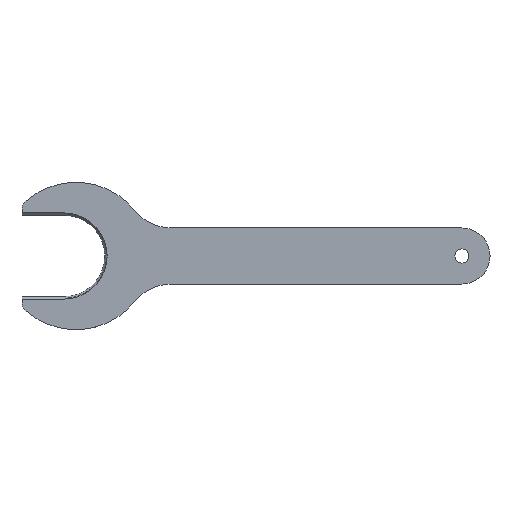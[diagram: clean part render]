
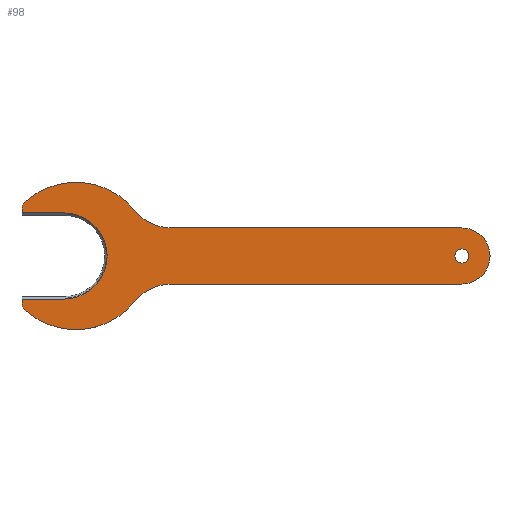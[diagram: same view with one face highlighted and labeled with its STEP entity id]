
A CAD part, top view. The second image highlights one B-rep face of the part: STEP entity #98.
In plain terms, the highlighted planar face has unit normal (0, 0, 1).
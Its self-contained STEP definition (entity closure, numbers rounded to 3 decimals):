
#98 = ADVANCED_FACE( '', ( #193, #194 ), #195, .T. );
#193 = FACE_BOUND( '', #281, .T. );
#194 = FACE_OUTER_BOUND( '', #282, .T. );
#195 = PLANE( '', #283 );
#281 = EDGE_LOOP( '', ( #496 ) );
#282 = EDGE_LOOP( '', ( #497, #498, #499, #500, #501, #502, #503, #504, #505, #506, #507, #508, #509, #510 ) );
#283 = AXIS2_PLACEMENT_3D( '', #511, #512, #513 );
#496 = ORIENTED_EDGE( '', *, *, #595, .F. );
#497 = ORIENTED_EDGE( '', *, *, #609, .F. );
#498 = ORIENTED_EDGE( '', *, *, #611, .T. );
#499 = ORIENTED_EDGE( '', *, *, #543, .T. );
#500 = ORIENTED_EDGE( '', *, *, #547, .T. );
#501 = ORIENTED_EDGE( '', *, *, #591, .F. );
#502 = ORIENTED_EDGE( '', *, *, #598, .T. );
#503 = ORIENTED_EDGE( '', *, *, #606, .F. );
#504 = ORIENTED_EDGE( '', *, *, #603, .F. );
#505 = ORIENTED_EDGE( '', *, *, #582, .F. );
#506 = ORIENTED_EDGE( '', *, *, #588, .F. );
#507 = ORIENTED_EDGE( '', *, *, #555, .F. );
#508 = ORIENTED_EDGE( '', *, *, #579, .F. );
#509 = ORIENTED_EDGE( '', *, *, #601, .F. );
#510 = ORIENTED_EDGE( '', *, *, #537, .T. );
#511 = CARTESIAN_POINT( '', ( 45.832, 32., 2. ) );
#512 = DIRECTION( '', ( 0., 0., 1. ) );
#513 = DIRECTION( '', ( 1., 0., 0. ) );
#537 = EDGE_CURVE( '', #637, #638, #639, .T. );
#543 = EDGE_CURVE( '', #648, #646, #649, .F. );
#547 = EDGE_CURVE( '', #646, #652, #655, .T. );
#555 = EDGE_CURVE( '', #665, #667, #668, .T. );
#579 = EDGE_CURVE( '', #703, #665, #705, .T. );
#582 = EDGE_CURVE( '', #707, #709, #710, .T. );
#588 = EDGE_CURVE( '', #667, #707, #716, .T. );
#591 = EDGE_CURVE( '', #718, #652, #720, .T. );
#595 = EDGE_CURVE( '', #724, #724, #725, .T. );
#598 = EDGE_CURVE( '', #718, #728, #729, .T. );
#601 = EDGE_CURVE( '', #637, #703, #732, .T. );
#603 = EDGE_CURVE( '', #709, #734, #735, .T. );
#606 = EDGE_CURVE( '', #734, #728, #738, .T. );
#609 = EDGE_CURVE( '', #740, #638, #742, .T. );
#611 = EDGE_CURVE( '', #740, #648, #744, .T. );
#637 = VERTEX_POINT( '', #779 );
#638 = VERTEX_POINT( '', #780 );
#639 = CIRCLE( '', #781, 5. );
#646 = VERTEX_POINT( '', #790 );
#648 = VERTEX_POINT( '', #793 );
#649 = CIRCLE( '', #794, 18.4 );
#652 = VERTEX_POINT( '', #798 );
#655 = LINE( '', #802, #803 );
#665 = VERTEX_POINT( '', #816 );
#667 = VERTEX_POINT( '', #819 );
#668 = LINE( '', #820, #821 );
#703 = VERTEX_POINT( '', #866 );
#705 = CIRCLE( '', #869, 20. );
#707 = VERTEX_POINT( '', #871 );
#709 = VERTEX_POINT( '', #874 );
#710 = LINE( '', #875, #876 );
#716 = CIRCLE( '', #885, 12. );
#718 = VERTEX_POINT( '', #887 );
#720 = LINE( '', #890, #891 );
#724 = VERTEX_POINT( '', #896 );
#725 = CIRCLE( '', #897, 3. );
#728 = VERTEX_POINT( '', #900 );
#729 = CIRCLE( '', #901, 5. );
#732 = CIRCLE( '', #905, 32.5 );
#734 = VERTEX_POINT( '', #907 );
#735 = CIRCLE( '', #908, 20. );
#738 = CIRCLE( '', #912, 32.5 );
#740 = VERTEX_POINT( '', #914 );
#742 = LINE( '', #917, #918 );
#744 = LINE( '', #920, #921 );
#779 = CARTESIAN_POINT( '', ( -16.273, 23.571, 2. ) );
#780 = CARTESIAN_POINT( '', ( -18., 19.791, 2. ) );
#781 = AXIS2_PLACEMENT_3D( '', #938, #939, #940 );
#790 = CARTESIAN_POINT( '', ( 0., -18.4, 2. ) );
#793 = CARTESIAN_POINT( '', ( 0., 18.4, 2. ) );
#794 = AXIS2_PLACEMENT_3D( '', #947, #948, #949 );
#798 = CARTESIAN_POINT( '', ( -18., -18.4, 2. ) );
#802 = CARTESIAN_POINT( '', ( 45.832, -18.4, 2. ) );
#803 = VECTOR( '', #952, 1000. );
#816 = CARTESIAN_POINT( '', ( 45.832, 12., 2. ) );
#819 = CARTESIAN_POINT( '', ( 170., 12., 2. ) );
#820 = CARTESIAN_POINT( '', ( 45.832, 12., 2. ) );
#821 = VECTOR( '', #960, 1000. );
#866 = CARTESIAN_POINT( '', ( 30.277, 19.429, 2. ) );
#869 = AXIS2_PLACEMENT_3D( '', #996, #997, #998 );
#871 = CARTESIAN_POINT( '', ( 170., -12., 2. ) );
#874 = CARTESIAN_POINT( '', ( 45.832, -12., 2. ) );
#875 = CARTESIAN_POINT( '', ( 170., -12., 2. ) );
#876 = VECTOR( '', #1000, 1000. );
#885 = AXIS2_PLACEMENT_3D( '', #1004, #1005, #1006 );
#887 = CARTESIAN_POINT( '', ( -18., -19.791, 2. ) );
#890 = CARTESIAN_POINT( '', ( -18., -17.1, 2. ) );
#891 = VECTOR( '', #1008, 1000. );
#896 = CARTESIAN_POINT( '', ( 173., 0., 2. ) );
#897 = AXIS2_PLACEMENT_3D( '', #1010, #1011, #1012 );
#900 = CARTESIAN_POINT( '', ( -16.273, -23.571, 2. ) );
#901 = AXIS2_PLACEMENT_3D( '', #1013, #1014, #1015 );
#905 = AXIS2_PLACEMENT_3D( '', #1017, #1018, #1019 );
#907 = CARTESIAN_POINT( '', ( 30.277, -19.429, 2. ) );
#908 = AXIS2_PLACEMENT_3D( '', #1020, #1021, #1022 );
#912 = AXIS2_PLACEMENT_3D( '', #1024, #1025, #1026 );
#914 = CARTESIAN_POINT( '', ( -18., 18.4, 2. ) );
#917 = CARTESIAN_POINT( '', ( -18., 21.962, 2. ) );
#918 = VECTOR( '', #1028, 1000. );
#920 = CARTESIAN_POINT( '', ( 45.832, 18.4, 2. ) );
#921 = VECTOR( '', #1029, 1000. );
#938 = CARTESIAN_POINT( '', ( -13., 19.791, 2. ) );
#939 = DIRECTION( '', ( 0., 0., 1. ) );
#940 = DIRECTION( '', ( 1., 0., 0. ) );
#947 = CARTESIAN_POINT( '', ( 0., 0., 2. ) );
#948 = DIRECTION( '', ( 0., 0., 1. ) );
#949 = DIRECTION( '', ( 1., 0., 0. ) );
#952 = DIRECTION( '', ( -1., 0., 0. ) );
#960 = DIRECTION( '', ( 1., 0., 0. ) );
#996 = CARTESIAN_POINT( '', ( 45.832, 32., 2. ) );
#997 = DIRECTION( '', ( 0., 0., 1. ) );
#998 = DIRECTION( '', ( 1., 0., 0. ) );
#1000 = DIRECTION( '', ( -1., 0., 0. ) );
#1004 = CARTESIAN_POINT( '', ( 170., 0., 2. ) );
#1005 = DIRECTION( '', ( 0., 0., -1. ) );
#1006 = DIRECTION( '', ( -1., 0., 0. ) );
#1008 = DIRECTION( '', ( 0., 1., 0. ) );
#1010 = CARTESIAN_POINT( '', ( 170., 0., 2. ) );
#1011 = DIRECTION( '', ( 0., 0., 1. ) );
#1012 = DIRECTION( '', ( 1., 0., 0. ) );
#1013 = CARTESIAN_POINT( '', ( -13., -19.791, 2. ) );
#1014 = DIRECTION( '', ( 0., 0., 1. ) );
#1015 = DIRECTION( '', ( 1., 0., 0. ) );
#1017 = CARTESIAN_POINT( '', ( 5., -1., 2. ) );
#1018 = DIRECTION( '', ( 0., 0., -1. ) );
#1019 = DIRECTION( '', ( 1., 0., 0. ) );
#1020 = CARTESIAN_POINT( '', ( 45.832, -32., 2. ) );
#1021 = DIRECTION( '', ( 0., 0., 1. ) );
#1022 = DIRECTION( '', ( 1., 0., 0. ) );
#1024 = CARTESIAN_POINT( '', ( 5., 1., 2. ) );
#1025 = DIRECTION( '', ( 0., 0., -1. ) );
#1026 = DIRECTION( '', ( 1., 0., 0. ) );
#1028 = DIRECTION( '', ( 0., 1., 0. ) );
#1029 = DIRECTION( '', ( 1., 0., 0. ) );
